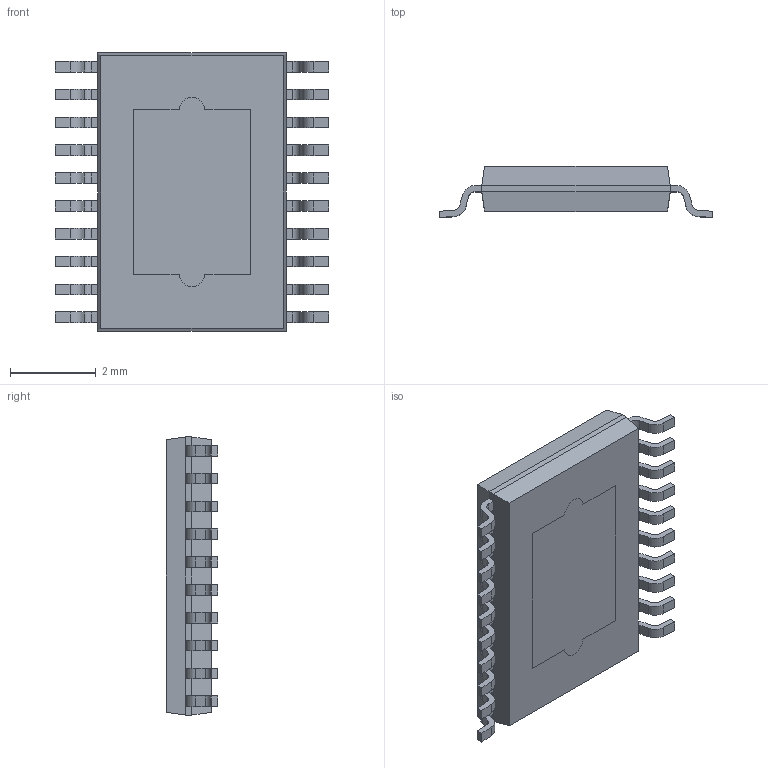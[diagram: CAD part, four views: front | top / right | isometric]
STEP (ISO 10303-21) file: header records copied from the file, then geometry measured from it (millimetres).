
FILE_DESCRIPTION (( 'STEP AP214' ), '1' );
FILE_NAME ('LT8711EFE#PBF.STEP', '2020-12-22T14:23:24', ( '' ), ( '' ), 'SwSTEP 2.0', 'SolidWorks 2017', '' );
FILE_SCHEMA (( 'AUTOMOTIVE_DESIGN' ));
Length unit declared in the file: millimetre
Products named in the file (1): LT8711EFE#PBF
Bounding box: 6.4 x 1.2 x 6.5 mm (x, y, z)
Volume: 30.4 mm3; surface area: 125.6 mm2
Topology: 23 solids, 23 shells, 322 faces, 814 edges, 540 vertices
Faces by surface type: plane 232, cylinder 90
Entity records: 9866 total; most frequent: CARTESIAN_POINT 1677, DIRECTION 1640, ORIENTED_EDGE 1628, EDGE_CURVE 814, LINE 634, VECTOR 634, VERTEX_POINT 540, AXIS2_PLACEMENT_3D 503
